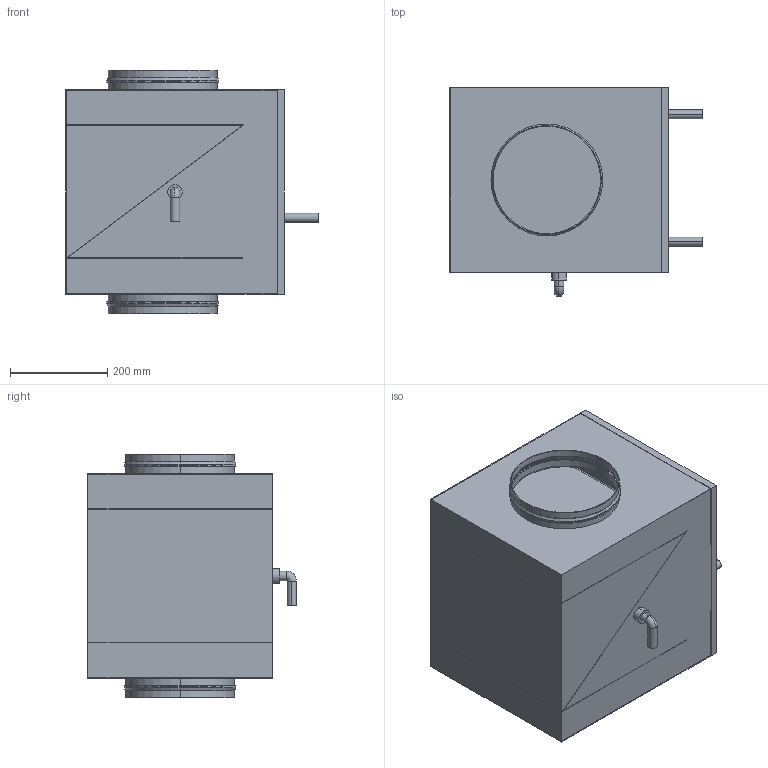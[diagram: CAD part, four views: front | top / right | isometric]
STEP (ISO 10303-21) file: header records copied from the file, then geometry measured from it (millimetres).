
FILE_DESCRIPTION (( 'STEP AP214' ), '1' );
FILE_NAME ('EW-K 225.STEP', '2011-07-21T10:23:08', ( 'Wolfgang Schmidt' ), ( 'WS-KO' ), 'SwSTEP 2.0', 'SolidWorks 2009', '' );
FILE_SCHEMA (( 'AUTOMOTIVE_DESIGN' ));
Length unit declared in the file: millimetre
Products named in the file (1): EW-K 225
Bounding box: 520 x 430 x 501 mm (x, y, z)
Volume: 3770439.8 mm3; surface area: 2943507.3 mm2
Topology: 3 solids, 3 shells, 87 faces, 186 edges, 118 vertices
Faces by surface type: plane 39, cylinder 38, cone 8, torus 2
Entity records: 2416 total; most frequent: DIRECTION 442, CARTESIAN_POINT 392, ORIENTED_EDGE 372, EDGE_CURVE 186, AXIS2_PLACEMENT_3D 168, VERTEX_POINT 118, LINE 106, VECTOR 106
